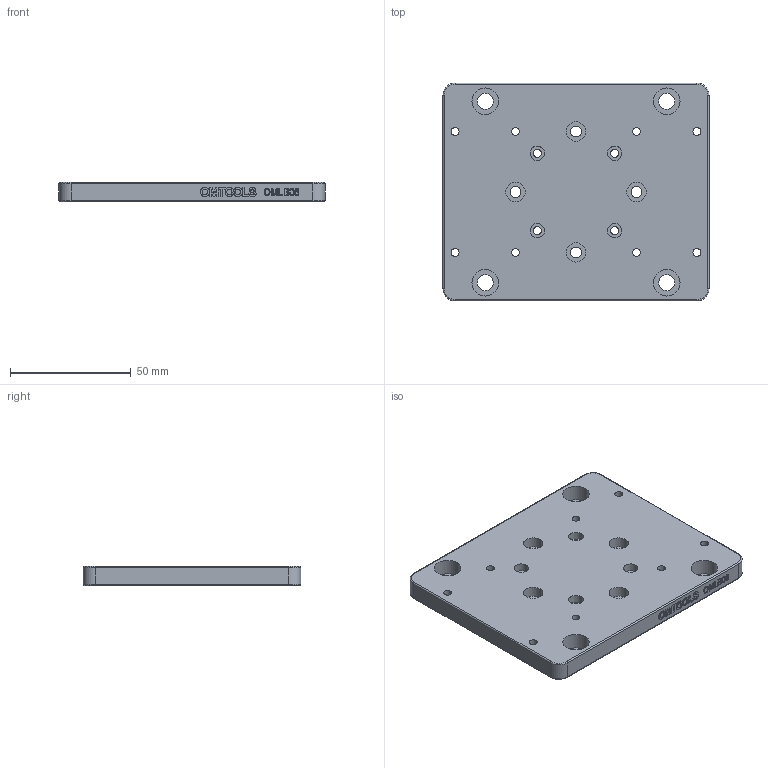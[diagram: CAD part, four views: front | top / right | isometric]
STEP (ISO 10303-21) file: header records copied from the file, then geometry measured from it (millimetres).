
FILE_DESCRIPTION (( 'STEP AP203' ), '1' );
FILE_NAME ('OMLB炵蹈蛌諉啣 OMLB06.STEP', '2021-05-20T09:05:05', ( 'Microsoft' ), ( 'Microsoft' ), 'SwSTEP 2.0', 'SolidWorks 2018', '' );
FILE_SCHEMA (( 'CONFIG_CONTROL_DESIGN' ));
Length unit declared in the file: millimetre
Products named in the file (2): OMLB炵蹈蛌諉啣 OMLB06; OMLB06-01 OMSC60蟀諉啣6
Assembly tree (1 placements, depth 2):
  OMLB炵蹈蛌諉啣 OMLB06
    OMLB06-01 OMSC60蟀諉啣6
Bounding box: 110 x 90 x 8 mm (x, y, z)
Volume: 73984.7 mm3; surface area: 24942.1 mm2
Topology: 1 solids, 1 shells, 244 faces, 617 edges, 406 vertices
Faces by surface type: plane 104, cylinder 76, bspline 56, torus 8
Entity records: 11935 total; most frequent: CARTESIAN_POINT 6013, ORIENTED_EDGE 1234, DIRECTION 1047, EDGE_CURVE 617, VERTEX_POINT 406, AXIS2_PLACEMENT_3D 352, LINE 343, VECTOR 343
